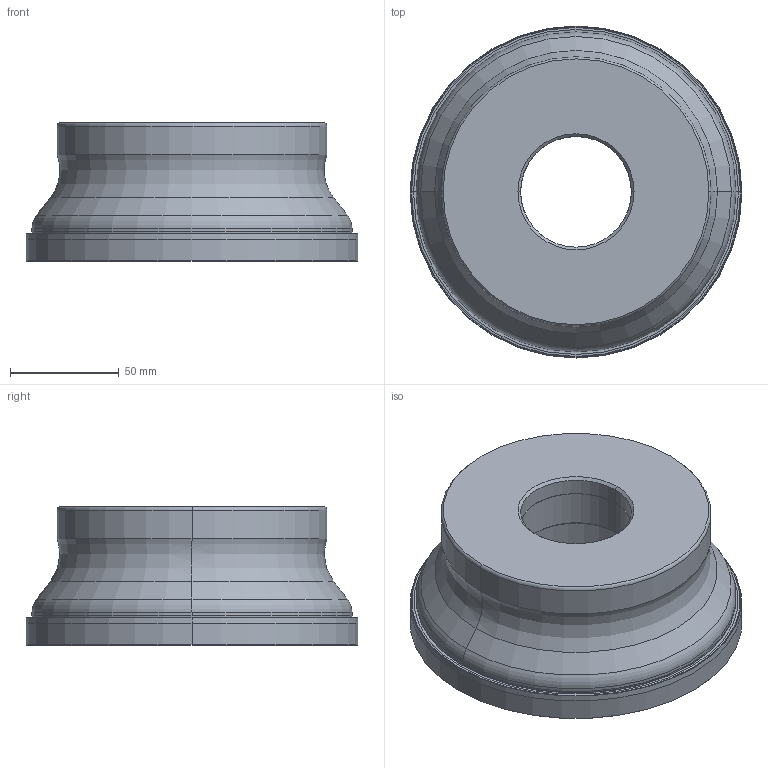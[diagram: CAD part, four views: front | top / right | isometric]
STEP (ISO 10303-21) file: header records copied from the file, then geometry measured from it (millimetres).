
FILE_DESCRIPTION(/* description */ (''),/* implementation_level */ '2;1');
FILE_NAME(/* name */ 'VOX400UR0610F_.stp',/* time_stamp */ '2023-03-10T14:01:59+09:00',/* author */ (''),/* organization */ (''),/* preprocessor_version */ 'ST-DEVELOPER v16',/* originating_system */ 'SIEMENS PLM Software NX 10.0',/* authorisation */ '');
FILE_SCHEMA (('AUTOMOTIVE_DESIGN { 1 0 10303 214 3 1 1 1 }'));
Length unit declared in the file: millimetre
Products named in the file (1): VOX400UR0610F__ASM
Bounding box: 152.4 x 152.4 x 63.5 mm (x, y, z)
Volume: 637430.3 mm3; surface area: 81033.1 mm2
Topology: 2 solids, 2 shells, 91 faces, 223 edges, 161 vertices
Faces by surface type: cone 52, torus 20, cylinder 14, plane 5
Entity records: 2821 total; most frequent: DIRECTION 555, CARTESIAN_POINT 437, ORIENTED_EDGE 400, AXIS2_PLACEMENT_3D 233, EDGE_CURVE 200, CIRCLE 134, VERTEX_POINT 114, EDGE_LOOP 96
